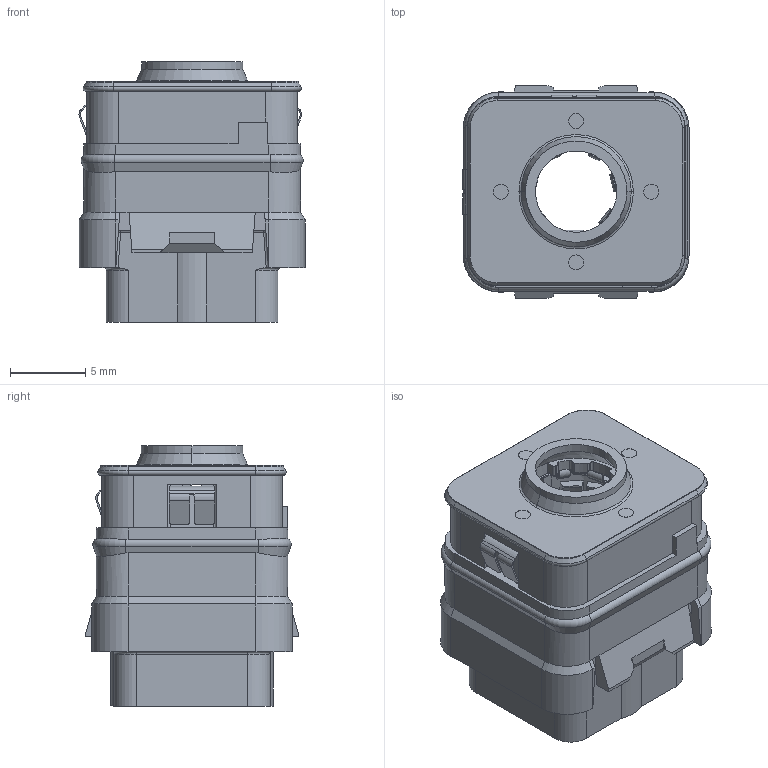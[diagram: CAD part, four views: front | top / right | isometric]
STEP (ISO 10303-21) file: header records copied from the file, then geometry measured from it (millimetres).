
FILE_DESCRIPTION((''),'2;1');
FILE_NAME('SIMEG0128PN','2020-01-09T',('presta_be4'),(''),'CREO PARAMETRIC BY PTC INC, 2018360','CREO PARAMETRIC BY PTC INC, 2018360','');
FILE_SCHEMA(('CONFIG_CONTROL_DESIGN'));
Length unit declared in the file: millimetre
Products named in the file (1): SIMEG0128PN
Bounding box: 15.02 x 14.15 x 17.3 mm (x, y, z)
Volume: 1713.4 mm3; surface area: 2061.5 mm2
Topology: 1 solids, 1 shells, 690 faces, 1886 edges, 1186 vertices
Faces by surface type: plane 290, cylinder 289, torus 49, cone 38, sphere 20, bspline 4
Entity records: 23959 total; most frequent: CARTESIAN_POINT 6248, ORIENTED_EDGE 3772, DIRECTION 3747, EDGE_CURVE 1886, AXIS2_PLACEMENT_3D 1349, VERTEX_POINT 1186, VECTOR 1049, LINE 1049
